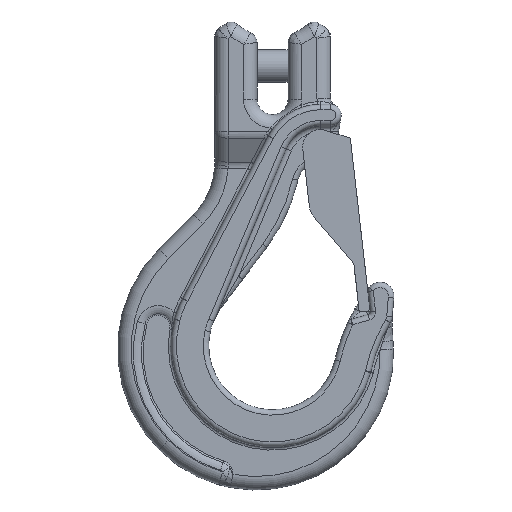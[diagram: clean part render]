
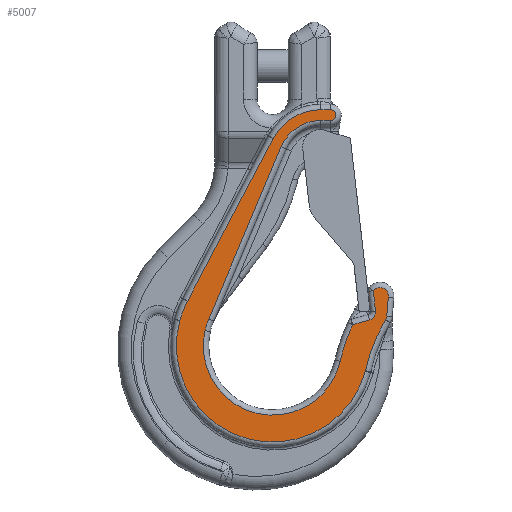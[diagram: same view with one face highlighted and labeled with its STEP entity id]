
A CAD part, left-side view. The second image highlights one B-rep face of the part: STEP entity #5007.
In plain terms, the highlighted planar face has unit normal (-1, 0, 0).
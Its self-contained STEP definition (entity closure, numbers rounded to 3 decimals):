
#4002=CARTESIAN_POINT('Axis2P3D Location',(-20.,-17.94,-36.184)) ;
#4006=CARTESIAN_POINT('Vertex',(-20.,-0.249,-26.855)) ;
#4008=CARTESIAN_POINT('Vertex',(-20.,-17.94,-16.184)) ;
#4837=CARTESIAN_POINT('Line Origine',(-20.,16.954,-59.476)) ;
#4841=CARTESIAN_POINT('Vertex',(-20.,31.593,-87.237)) ;
#4856=CARTESIAN_POINT('Axis2P3D Location',(-20.,0.,0.)) ;
#4861=CARTESIAN_POINT('Line Origine',(-20.,-37.835,-87.208)) ;
#4865=CARTESIAN_POINT('Vertex',(-20.,-38.236,-90.996)) ;
#4867=CARTESIAN_POINT('Vertex',(-20.,-37.433,-83.421)) ;
#4870=CARTESIAN_POINT('Axis2P3D Location',(-20.,-35.253,-91.312)) ;
#4874=CARTESIAN_POINT('Vertex',(-20.,-36.083,-94.195)) ;
#4877=CARTESIAN_POINT('Line Origine',(-20.,-32.927,-95.104)) ;
#4881=CARTESIAN_POINT('Vertex',(-20.,-29.771,-96.012)) ;
#4884=CARTESIAN_POINT('Axis2P3D Location',(-20.,-91.354,-124.848)) ;
#4888=CARTESIAN_POINT('Vertex',(-20.,-25.075,-109.649)) ;
#4891=CARTESIAN_POINT('Axis2P3D Location',(-20.,-0.004,-103.899)) ;
#4895=CARTESIAN_POINT('Vertex',(-20.,25.067,-98.15)) ;
#4898=CARTESIAN_POINT('Axis2P3D Location',(-20.,-0.004,-103.899)) ;
#4902=CARTESIAN_POINT('Vertex',(-20.,23.705,-93.927)) ;
#4905=CARTESIAN_POINT('Line Origine',(-20.,10.257,-61.954)) ;
#4909=CARTESIAN_POINT('Vertex',(-20.,-3.192,-29.981)) ;
#4912=CARTESIAN_POINT('Axis2P3D Location',(-20.,-17.94,-36.184)) ;
#4916=CARTESIAN_POINT('Vertex',(-20.,-17.94,-20.184)) ;
#4919=CARTESIAN_POINT('Line Origine',(-20.,-19.72,-20.184)) ;
#4923=CARTESIAN_POINT('Vertex',(-20.,-21.5,-20.184)) ;
#4926=CARTESIAN_POINT('Axis2P3D Location',(-20.,-21.5,-18.184)) ;
#4930=CARTESIAN_POINT('Vertex',(-20.,-21.5,-16.184)) ;
#4933=CARTESIAN_POINT('Line Origine',(-20.,-19.72,-16.184)) ;
#4938=CARTESIAN_POINT('Axis2P3D Location',(-20.,-0.004,-103.899)) ;
#4942=CARTESIAN_POINT('Vertex',(-20.,34.458,-94.499)) ;
#4945=CARTESIAN_POINT('Axis2P3D Location',(-20.,-0.004,-103.899)) ;
#4949=CARTESIAN_POINT('Vertex',(-20.,-34.467,-113.299)) ;
#4952=CARTESIAN_POINT('Axis2P3D Location',(-20.,-31.572,-112.51)) ;
#4956=CARTESIAN_POINT('Vertex',(-20.,-34.511,-113.113)) ;
#4959=CARTESIAN_POINT('Axis2P3D Location',(-20.,-91.328,-124.767)) ;
#4963=CARTESIAN_POINT('Vertex',(-20.,-42.002,-94.256)) ;
#4966=CARTESIAN_POINT('Axis2P3D Location',(-20.,-39.451,-92.678)) ;
#4970=CARTESIAN_POINT('Vertex',(-20.,-42.449,-92.789)) ;
#4973=CARTESIAN_POINT('Axis2P3D Location',(-20.,-109.403,-95.265)) ;
#4977=CARTESIAN_POINT('Vertex',(-20.,-43.061,-85.895)) ;
#4980=CARTESIAN_POINT('Axis2P3D Location',(-20.,-39.9,-85.448)) ;
#4003=DIRECTION('Axis2P3D Direction',(-1.,0.,0.)) ;
#4838=DIRECTION('Vector Direction',(0.,-0.466,0.885)) ;
#4857=DIRECTION('Axis2P3D Direction',(1.,0.,0.)) ;
#4858=DIRECTION('Axis2P3D XDirection',(0.,1.,0.)) ;
#4862=DIRECTION('Vector Direction',(0.,-0.105,-0.994)) ;
#4871=DIRECTION('Axis2P3D Direction',(1.,0.,0.)) ;
#4878=DIRECTION('Vector Direction',(0.,0.961,-0.277)) ;
#4885=DIRECTION('Axis2P3D Direction',(1.,0.,0.)) ;
#4892=DIRECTION('Axis2P3D Direction',(1.,0.,0.)) ;
#4899=DIRECTION('Axis2P3D Direction',(1.,0.,0.)) ;
#4906=DIRECTION('Vector Direction',(0.,-0.388,0.922)) ;
#4913=DIRECTION('Axis2P3D Direction',(1.,0.,0.)) ;
#4920=DIRECTION('Vector Direction',(0.,1.,0.)) ;
#4927=DIRECTION('Axis2P3D Direction',(1.,0.,0.)) ;
#4934=DIRECTION('Vector Direction',(0.,-1.,0.)) ;
#4939=DIRECTION('Axis2P3D Direction',(1.,0.,0.)) ;
#4946=DIRECTION('Axis2P3D Direction',(1.,0.,0.)) ;
#4953=DIRECTION('Axis2P3D Direction',(1.,0.,0.)) ;
#4960=DIRECTION('Axis2P3D Direction',(1.,0.,0.)) ;
#4967=DIRECTION('Axis2P3D Direction',(1.,0.,0.)) ;
#4974=DIRECTION('Axis2P3D Direction',(1.,0.,0.)) ;
#4981=DIRECTION('Axis2P3D Direction',(1.,0.,0.)) ;
#4004=AXIS2_PLACEMENT_3D('Circle Axis2P3D',#4002,#4003,$) ;
#4859=AXIS2_PLACEMENT_3D('Plane Axis2P3D',#4856,#4857,#4858) ;
#4872=AXIS2_PLACEMENT_3D('Circle Axis2P3D',#4870,#4871,$) ;
#4886=AXIS2_PLACEMENT_3D('Circle Axis2P3D',#4884,#4885,$) ;
#4893=AXIS2_PLACEMENT_3D('Circle Axis2P3D',#4891,#4892,$) ;
#4900=AXIS2_PLACEMENT_3D('Circle Axis2P3D',#4898,#4899,$) ;
#4914=AXIS2_PLACEMENT_3D('Circle Axis2P3D',#4912,#4913,$) ;
#4928=AXIS2_PLACEMENT_3D('Circle Axis2P3D',#4926,#4927,$) ;
#4940=AXIS2_PLACEMENT_3D('Circle Axis2P3D',#4938,#4939,$) ;
#4947=AXIS2_PLACEMENT_3D('Circle Axis2P3D',#4945,#4946,$) ;
#4954=AXIS2_PLACEMENT_3D('Circle Axis2P3D',#4952,#4953,$) ;
#4961=AXIS2_PLACEMENT_3D('Circle Axis2P3D',#4959,#4960,$) ;
#4968=AXIS2_PLACEMENT_3D('Circle Axis2P3D',#4966,#4967,$) ;
#4975=AXIS2_PLACEMENT_3D('Circle Axis2P3D',#4973,#4974,$) ;
#4982=AXIS2_PLACEMENT_3D('Circle Axis2P3D',#4980,#4981,$) ;
#4986=ORIENTED_EDGE('',*,*,#4869,.F.) ;
#4987=ORIENTED_EDGE('',*,*,#4876,.F.) ;
#4988=ORIENTED_EDGE('',*,*,#4883,.F.) ;
#4989=ORIENTED_EDGE('',*,*,#4890,.F.) ;
#4990=ORIENTED_EDGE('',*,*,#4897,.F.) ;
#4991=ORIENTED_EDGE('',*,*,#4904,.F.) ;
#4992=ORIENTED_EDGE('',*,*,#4911,.F.) ;
#4993=ORIENTED_EDGE('',*,*,#4918,.F.) ;
#4994=ORIENTED_EDGE('',*,*,#4925,.F.) ;
#4995=ORIENTED_EDGE('',*,*,#4932,.F.) ;
#4996=ORIENTED_EDGE('',*,*,#4937,.F.) ;
#4997=ORIENTED_EDGE('',*,*,#4010,.F.) ;
#4998=ORIENTED_EDGE('',*,*,#4843,.F.) ;
#4999=ORIENTED_EDGE('',*,*,#4944,.F.) ;
#5000=ORIENTED_EDGE('',*,*,#4951,.F.) ;
#5001=ORIENTED_EDGE('',*,*,#4958,.F.) ;
#5002=ORIENTED_EDGE('',*,*,#4965,.F.) ;
#5003=ORIENTED_EDGE('',*,*,#4972,.F.) ;
#5004=ORIENTED_EDGE('',*,*,#4979,.F.) ;
#5005=ORIENTED_EDGE('',*,*,#4984,.F.) ;
#4839=VECTOR('Line Direction',#4838,1.) ;
#4863=VECTOR('Line Direction',#4862,1.) ;
#4879=VECTOR('Line Direction',#4878,1.) ;
#4907=VECTOR('Line Direction',#4906,1.) ;
#4921=VECTOR('Line Direction',#4920,1.) ;
#4935=VECTOR('Line Direction',#4934,1.) ;
#5007=ADVANCED_FACE('\X2\51434EF6672C9AD4\X0\',(#5006),#4860,.F.) ;
#4005=CIRCLE('generated circle',#4004,20.) ;
#4873=CIRCLE('generated circle',#4872,3.) ;
#4887=CIRCLE('generated circle',#4886,68.) ;
#4894=CIRCLE('generated circle',#4893,25.721) ;
#4901=CIRCLE('generated circle',#4900,25.721) ;
#4915=CIRCLE('generated circle',#4914,16.) ;
#4929=CIRCLE('generated circle',#4928,2.) ;
#4941=CIRCLE('generated circle',#4940,35.721) ;
#4948=CIRCLE('generated circle',#4947,35.721) ;
#4955=CIRCLE('generated circle',#4954,3.) ;
#4962=CIRCLE('generated circle',#4961,58.) ;
#4969=CIRCLE('generated circle',#4968,3.) ;
#4976=CIRCLE('generated circle',#4975,67.) ;
#4983=CIRCLE('generated circle',#4982,3.193) ;
#4010=EDGE_CURVE('',#4007,#4009,#4005,.F.) ;
#4843=EDGE_CURVE('',#4842,#4007,#4840,.T.) ;
#4869=EDGE_CURVE('',#4866,#4868,#4864,.F.) ;
#4876=EDGE_CURVE('',#4875,#4866,#4873,.F.) ;
#4883=EDGE_CURVE('',#4882,#4875,#4880,.F.) ;
#4890=EDGE_CURVE('',#4889,#4882,#4887,.T.) ;
#4897=EDGE_CURVE('',#4896,#4889,#4894,.F.) ;
#4904=EDGE_CURVE('',#4903,#4896,#4901,.F.) ;
#4911=EDGE_CURVE('',#4910,#4903,#4908,.F.) ;
#4918=EDGE_CURVE('',#4917,#4910,#4915,.F.) ;
#4925=EDGE_CURVE('',#4924,#4917,#4922,.T.) ;
#4932=EDGE_CURVE('',#4931,#4924,#4929,.T.) ;
#4937=EDGE_CURVE('',#4009,#4931,#4936,.T.) ;
#4944=EDGE_CURVE('',#4943,#4842,#4941,.T.) ;
#4951=EDGE_CURVE('',#4950,#4943,#4948,.T.) ;
#4958=EDGE_CURVE('',#4957,#4950,#4955,.T.) ;
#4965=EDGE_CURVE('',#4964,#4957,#4962,.F.) ;
#4972=EDGE_CURVE('',#4971,#4964,#4969,.T.) ;
#4979=EDGE_CURVE('',#4978,#4971,#4976,.F.) ;
#4984=EDGE_CURVE('',#4868,#4978,#4983,.T.) ;
#4985=EDGE_LOOP('',(#4986,#4987,#4988,#4989,#4990,#4991,#4992,#4993,#4994,#4995,#4996,#4997,#4998,#4999,#5000,#5001,#5002,#5003,#5004,#5005)) ;
#5006=FACE_OUTER_BOUND('',#4985,.T.) ;
#4840=LINE('Line',#4837,#4839) ;
#4864=LINE('Line',#4861,#4863) ;
#4880=LINE('Line',#4877,#4879) ;
#4908=LINE('Line',#4905,#4907) ;
#4922=LINE('Line',#4919,#4921) ;
#4936=LINE('Line',#4933,#4935) ;
#4860=PLANE('',#4859) ;
#4007=VERTEX_POINT('',#4006) ;
#4009=VERTEX_POINT('',#4008) ;
#4842=VERTEX_POINT('',#4841) ;
#4866=VERTEX_POINT('',#4865) ;
#4868=VERTEX_POINT('',#4867) ;
#4875=VERTEX_POINT('',#4874) ;
#4882=VERTEX_POINT('',#4881) ;
#4889=VERTEX_POINT('',#4888) ;
#4896=VERTEX_POINT('',#4895) ;
#4903=VERTEX_POINT('',#4902) ;
#4910=VERTEX_POINT('',#4909) ;
#4917=VERTEX_POINT('',#4916) ;
#4924=VERTEX_POINT('',#4923) ;
#4931=VERTEX_POINT('',#4930) ;
#4943=VERTEX_POINT('',#4942) ;
#4950=VERTEX_POINT('',#4949) ;
#4957=VERTEX_POINT('',#4956) ;
#4964=VERTEX_POINT('',#4963) ;
#4971=VERTEX_POINT('',#4970) ;
#4978=VERTEX_POINT('',#4977) ;
